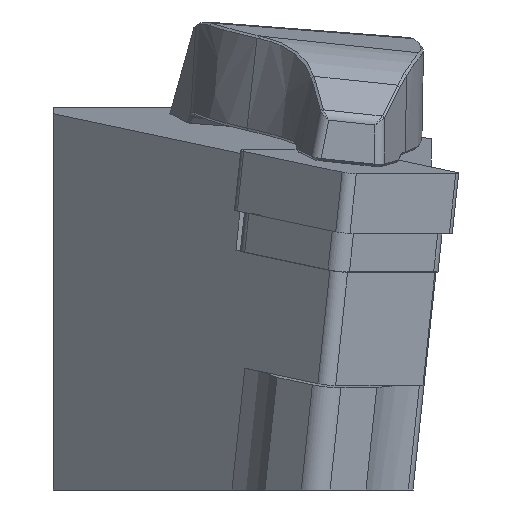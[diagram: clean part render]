
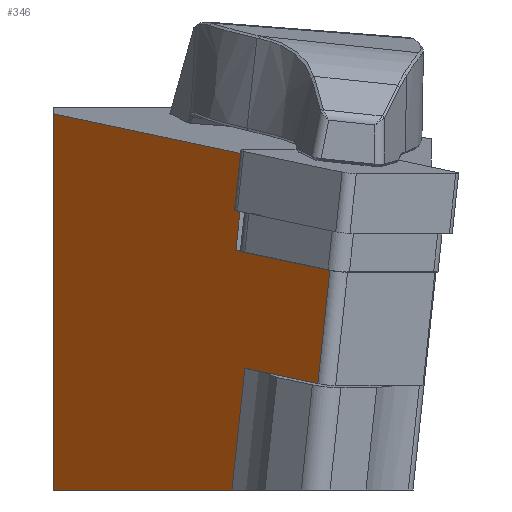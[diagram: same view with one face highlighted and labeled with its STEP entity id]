
A CAD part, left-side view. The second image highlights one B-rep face of the part: STEP entity #346.
In plain terms, the highlighted planar face has unit normal (-0.707, 0.707, 0).
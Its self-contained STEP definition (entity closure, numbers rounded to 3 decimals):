
#346=ADVANCED_FACE('',(#541),#476,.T.);
#476=PLANE('',#2314);
#541=FACE_OUTER_BOUND('',#671,.T.);
#671=EDGE_LOOP('',(#855,#856,#857,#858,#859,#860,#861,#862,#863));
#855=ORIENTED_EDGE('',*,*,#1696,.T.);
#856=ORIENTED_EDGE('',*,*,#1652,.T.);
#857=ORIENTED_EDGE('',*,*,#1647,.F.);
#858=ORIENTED_EDGE('',*,*,#1664,.T.);
#859=ORIENTED_EDGE('',*,*,#1687,.F.);
#860=ORIENTED_EDGE('',*,*,#1697,.F.);
#861=ORIENTED_EDGE('',*,*,#1698,.T.);
#862=ORIENTED_EDGE('',*,*,#1699,.T.);
#863=ORIENTED_EDGE('',*,*,#1694,.T.);
#1443=VERTEX_POINT('',#3001);
#1444=VERTEX_POINT('',#3003);
#1447=VERTEX_POINT('',#3011);
#1457=VERTEX_POINT('',#3035);
#1477=VERTEX_POINT('',#3107);
#1483=VERTEX_POINT('',#3122);
#1484=VERTEX_POINT('',#3124);
#1485=VERTEX_POINT('',#3129);
#1486=VERTEX_POINT('',#3131);
#1647=EDGE_CURVE('',#1443,#1444,#1969,.T.);
#1652=EDGE_CURVE('',#1447,#1444,#1973,.T.);
#1664=EDGE_CURVE('',#1443,#1457,#1984,.T.);
#1687=EDGE_CURVE('',#1477,#1457,#2003,.T.);
#1694=EDGE_CURVE('',#1484,#1483,#2009,.T.);
#1696=EDGE_CURVE('',#1483,#1447,#2010,.T.);
#1697=EDGE_CURVE('',#1485,#1477,#2011,.T.);
#1698=EDGE_CURVE('',#1485,#1486,#2012,.T.);
#1699=EDGE_CURVE('',#1486,#1484,#2013,.T.);
#1969=LINE('',#3002,#2135);
#1973=LINE('',#3012,#2139);
#1984=LINE('',#3036,#2150);
#2003=LINE('',#3108,#2169);
#2009=LINE('',#3123,#2175);
#2010=LINE('',#3127,#2176);
#2011=LINE('',#3128,#2177);
#2012=LINE('',#3130,#2178);
#2013=LINE('',#3132,#2179);
#2135=VECTOR('',#2480,1.);
#2139=VECTOR('',#2488,1.);
#2150=VECTOR('',#2505,1.);
#2169=VECTOR('',#2532,1.);
#2175=VECTOR('',#2544,1.);
#2176=VECTOR('',#2549,1.);
#2177=VECTOR('',#2550,1.);
#2178=VECTOR('',#2551,1.);
#2179=VECTOR('',#2552,1.);
#2314=AXIS2_PLACEMENT_3D('',#3133,#2553,#2554);
#2480=DIRECTION('',(0.105,0.105,-0.989));
#2488=DIRECTION('',(0.699,0.699,0.148));
#2505=DIRECTION('',(0.699,0.699,0.148));
#2532=DIRECTION('',(0.,0.,1.));
#2544=DIRECTION('',(-0.105,-0.105,0.989));
#2549=DIRECTION('',(0.699,0.699,0.148));
#2550=DIRECTION('',(0.707,0.707,0.));
#2551=DIRECTION('',(-0.105,-0.105,0.989));
#2552=DIRECTION('',(-0.699,-0.699,-0.148));
#2553=DIRECTION('',(-0.707,0.707,0.));
#2554=DIRECTION('',(-0.707,-0.707,0.));
#3001=CARTESIAN_POINT('',(8.728,-15.211,1.484));
#3002=CARTESIAN_POINT('',(10.473,-13.466,-15.033));
#3003=CARTESIAN_POINT('',(9.526,-14.413,-6.072));
#3011=CARTESIAN_POINT('',(9.151,-14.788,-6.151));
#3012=CARTESIAN_POINT('',(1.974,-21.966,-7.668));
#3035=CARTESIAN_POINT('',(23.939,0.,4.699));
#3036=CARTESIAN_POINT('',(-48.338,-72.277,-10.577));
#3107=CARTESIAN_POINT('',(23.939,0.,-25.));
#3108=CARTESIAN_POINT('',(23.939,0.,-10.931));
#3122=CARTESIAN_POINT('',(2.113,-21.826,-7.639));
#3123=CARTESIAN_POINT('',(3.06,-20.879,-16.599));
#3124=CARTESIAN_POINT('',(3.06,-20.879,-16.599));
#3127=CARTESIAN_POINT('',(1.974,-21.966,-7.668));
#3128=CARTESIAN_POINT('',(21.862,-2.077,-25.));
#3129=CARTESIAN_POINT('',(9.838,-14.101,-25.));
#3130=CARTESIAN_POINT('',(3.596,-20.344,34.069));
#3131=CARTESIAN_POINT('',(8.822,-15.118,-15.382));
#3132=CARTESIAN_POINT('',(29.88,5.941,-10.931));
#3133=CARTESIAN_POINT('',(29.88,5.941,-10.931));
